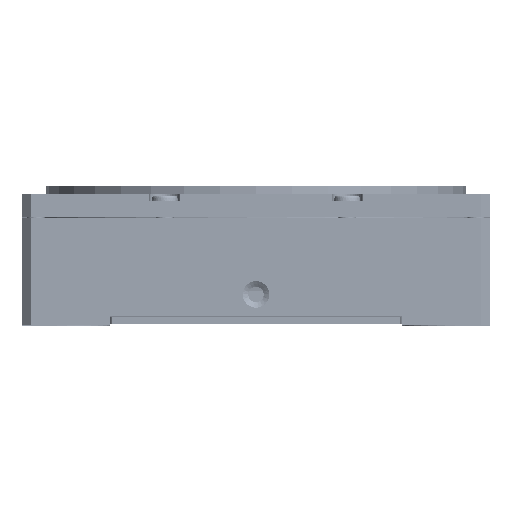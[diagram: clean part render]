
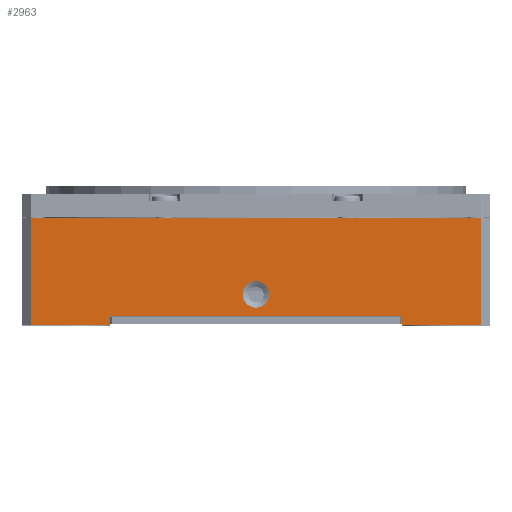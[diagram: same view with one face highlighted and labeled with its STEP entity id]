
A CAD part, top view. The second image highlights one B-rep face of the part: STEP entity #2963.
In plain terms, the highlighted planar face has unit normal (0, 0, 1).
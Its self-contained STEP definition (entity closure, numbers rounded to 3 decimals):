
#292 = LINE ( 'NONE', #56520, #43691 ) ;
#643 = VERTEX_POINT ( 'NONE', #52606 ) ;
#2963 = ADVANCED_FACE ( 'NONE', ( #67187, #67527 ), #49930, .F. ) ;
#4552 = CARTESIAN_POINT ( 'NONE',  ( -16.5, 0., 26.5 ) ) ;
#5370 = LINE ( 'NONE', #60885, #30446 ) ;
#5590 = EDGE_CURVE ( 'NONE', #643, #46374, #5370, .T. ) ;
#5695 = VERTEX_POINT ( 'NONE', #16540 ) ;
#5818 = CARTESIAN_POINT ( 'NONE',  ( -1.5, 3.5, 26.5 ) ) ;
#6130 = ORIENTED_EDGE ( 'NONE', *, *, #43273, .F. ) ;
#6279 = DIRECTION ( 'NONE',  ( 0., 0., -1. ) ) ;
#7148 = VECTOR ( 'NONE', #35578, 1000. ) ;
#7543 = VERTEX_POINT ( 'NONE', #4552 ) ;
#7938 = EDGE_CURVE ( 'NONE', #43565, #31548, #37912, .T. ) ;
#8207 = CARTESIAN_POINT ( 'NONE',  ( -25.5, 12.2, 26.5 ) ) ;
#8315 = VECTOR ( 'NONE', #19025, 1000. ) ;
#8364 = VERTEX_POINT ( 'NONE', #58415 ) ;
#9613 = CARTESIAN_POINT ( 'NONE',  ( 25.5, 0., 26.5 ) ) ;
#10484 = DIRECTION ( 'NONE',  ( 0., 1., 0. ) ) ;
#11042 = ORIENTED_EDGE ( 'NONE', *, *, #7938, .F. ) ;
#11721 = VERTEX_POINT ( 'NONE', #24419 ) ;
#11988 = CARTESIAN_POINT ( 'NONE',  ( 0., 3.5, 26.5 ) ) ;
#14975 = CARTESIAN_POINT ( 'NONE',  ( 16.5, 1., 26.5 ) ) ;
#15058 = LINE ( 'NONE', #42815, #33168 ) ;
#15886 = CARTESIAN_POINT ( 'NONE',  ( 25.5, 12.2, 26.5 ) ) ;
#16182 = ORIENTED_EDGE ( 'NONE', *, *, #37473, .T. ) ;
#16540 = CARTESIAN_POINT ( 'NONE',  ( -25.5, 12.2, 26.5 ) ) ;
#18304 = AXIS2_PLACEMENT_3D ( 'NONE', #68583, #57808, #20633 ) ;
#19025 = DIRECTION ( 'NONE',  ( 0., -1., 0. ) ) ;
#20116 = ORIENTED_EDGE ( 'NONE', *, *, #60557, .T. ) ;
#20633 = DIRECTION ( 'NONE',  ( 1., 0., 0. ) ) ;
#22011 = LINE ( 'NONE', #15886, #67538 ) ;
#24419 = CARTESIAN_POINT ( 'NONE',  ( -16.5, 1., 26.5 ) ) ;
#24430 = LINE ( 'NONE', #8207, #7148 ) ;
#24480 = ORIENTED_EDGE ( 'NONE', *, *, #59243, .F. ) ;
#25115 = EDGE_CURVE ( 'NONE', #8364, #643, #42006, .T. ) ;
#25924 = CARTESIAN_POINT ( 'NONE',  ( -25.5, 0., 26.5 ) ) ;
#26784 = ORIENTED_EDGE ( 'NONE', *, *, #5590, .T. ) ;
#27567 = DIRECTION ( 'NONE',  ( -1., 0., 0. ) ) ;
#29846 = EDGE_CURVE ( 'NONE', #5695, #30874, #15058, .T. ) ;
#30446 = VECTOR ( 'NONE', #33807, 1000. ) ;
#30874 = VERTEX_POINT ( 'NONE', #36947 ) ;
#30891 = AXIS2_PLACEMENT_3D ( 'NONE', #11988, #40433, #39720 ) ;
#31548 = VERTEX_POINT ( 'NONE', #65427 ) ;
#32836 = DIRECTION ( 'NONE',  ( -1., 0., 0. ) ) ;
#33168 = VECTOR ( 'NONE', #64082, 1000. ) ;
#33786 = DIRECTION ( 'NONE',  ( 1., 0., 0. ) ) ;
#33807 = DIRECTION ( 'NONE',  ( 1., 0., 0. ) ) ;
#34476 = EDGE_LOOP ( 'NONE', ( #24480, #11042 ) ) ;
#35578 = DIRECTION ( 'NONE',  ( 0., -1., 0. ) ) ;
#36826 = LINE ( 'NONE', #53792, #70534 ) ;
#36947 = CARTESIAN_POINT ( 'NONE',  ( 25.5, 12.2, 26.5 ) ) ;
#37473 = EDGE_CURVE ( 'NONE', #5695, #39386, #24430, .T. ) ;
#37912 = CIRCLE ( 'NONE', #18304, 1.5 ) ;
#38704 = EDGE_CURVE ( 'NONE', #11721, #7543, #46442, .T. ) ;
#39386 = VERTEX_POINT ( 'NONE', #25924 ) ;
#39720 = DIRECTION ( 'NONE',  ( 1., 0., 0. ) ) ;
#40433 = DIRECTION ( 'NONE',  ( 0., 0., 1. ) ) ;
#41686 = AXIS2_PLACEMENT_3D ( 'NONE', #55323, #6279, #27567 ) ;
#42006 = LINE ( 'NONE', #14975, #60802 ) ;
#42815 = CARTESIAN_POINT ( 'NONE',  ( -26.5, 12.2, 26.5 ) ) ;
#43273 = EDGE_CURVE ( 'NONE', #8364, #11721, #36826, .T. ) ;
#43565 = VERTEX_POINT ( 'NONE', #5818 ) ;
#43648 = ORIENTED_EDGE ( 'NONE', *, *, #25115, .T. ) ;
#43691 = VECTOR ( 'NONE', #33786, 1000. ) ;
#46374 = VERTEX_POINT ( 'NONE', #9613 ) ;
#46442 = LINE ( 'NONE', #68413, #8315 ) ;
#49930 = PLANE ( 'NONE',  #41686 ) ;
#51503 = EDGE_CURVE ( 'NONE', #46374, #30874, #22011, .T. ) ;
#52606 = CARTESIAN_POINT ( 'NONE',  ( 16.5, 0., 26.5 ) ) ;
#53792 = CARTESIAN_POINT ( 'NONE',  ( 16.5, 1., 26.5 ) ) ;
#54888 = ORIENTED_EDGE ( 'NONE', *, *, #51503, .T. ) ;
#55323 = CARTESIAN_POINT ( 'NONE',  ( -26.5, 12.2, 26.5 ) ) ;
#55437 = EDGE_LOOP ( 'NONE', ( #63404, #16182, #20116, #62543, #6130, #43648, #26784, #54888 ) ) ;
#56520 = CARTESIAN_POINT ( 'NONE',  ( -26.5, 0., 26.5 ) ) ;
#57361 = CIRCLE ( 'NONE', #30891, 1.5 ) ;
#57808 = DIRECTION ( 'NONE',  ( 0., 0., 1. ) ) ;
#58415 = CARTESIAN_POINT ( 'NONE',  ( 16.5, 1., 26.5 ) ) ;
#59243 = EDGE_CURVE ( 'NONE', #31548, #43565, #57361, .T. ) ;
#60557 = EDGE_CURVE ( 'NONE', #39386, #7543, #292, .T. ) ;
#60802 = VECTOR ( 'NONE', #70113, 1000. ) ;
#60885 = CARTESIAN_POINT ( 'NONE',  ( -26.5, 0., 26.5 ) ) ;
#62543 = ORIENTED_EDGE ( 'NONE', *, *, #38704, .F. ) ;
#63404 = ORIENTED_EDGE ( 'NONE', *, *, #29846, .F. ) ;
#64082 = DIRECTION ( 'NONE',  ( 1., 0., 0. ) ) ;
#65427 = CARTESIAN_POINT ( 'NONE',  ( 1.5, 3.5, 26.5 ) ) ;
#67187 = FACE_BOUND ( 'NONE', #34476, .T. ) ;
#67527 = FACE_OUTER_BOUND ( 'NONE', #55437, .T. ) ;
#67538 = VECTOR ( 'NONE', #10484, 1000. ) ;
#68413 = CARTESIAN_POINT ( 'NONE',  ( -16.5, 1., 26.5 ) ) ;
#68583 = CARTESIAN_POINT ( 'NONE',  ( 0., 3.5, 26.5 ) ) ;
#70113 = DIRECTION ( 'NONE',  ( 0., -1., 0. ) ) ;
#70534 = VECTOR ( 'NONE', #32836, 1000. ) ;
